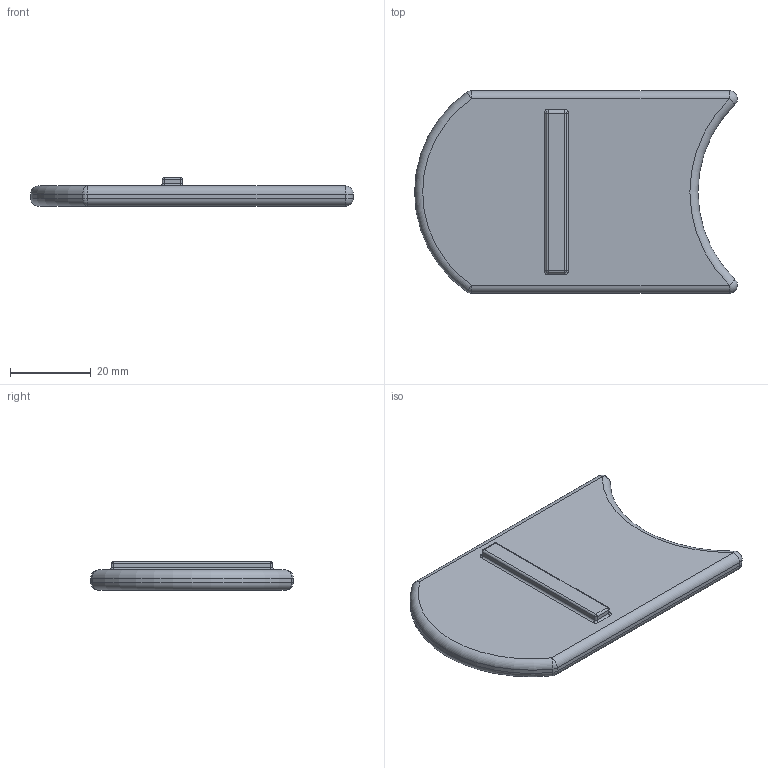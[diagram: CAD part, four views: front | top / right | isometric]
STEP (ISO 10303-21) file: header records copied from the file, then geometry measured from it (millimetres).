
FILE_DESCRIPTION(/* description */ (''),/* implementation_level */ '2;1');
FILE_NAME(/* name */ 'stopblock.stp',/* time_stamp */ '2021-03-21T19:23:09-07:00',/* author */ (''),/* organization */ (''),/* preprocessor_version */ 'ST-DEVELOPER v16.7',/* originating_system */ 'SIEMENS PLM Software NX 1926',/* authorisation */ '');
FILE_SCHEMA (('AUTOMOTIVE_DESIGN { 1 0 10303 214 3 1 1 1 }'));
Length unit declared in the file: millimetre
Products named in the file (1): stopblock
Bounding box: 79.75 x 50 x 7 mm (x, y, z)
Volume: 16172 mm3; surface area: 8161.6 mm2
Topology: 1 solids, 1 shells, 58 faces, 123 edges, 59 vertices
Faces by surface type: cylinder 24, plane 12, sphere 12, torus 10
Full cylindrical faces by diameter (mm): 7 x2
Entity records: 1456 total; most frequent: DIRECTION 294, CARTESIAN_POINT 227, ORIENTED_EDGE 218, AXIS2_PLACEMENT_3D 126, EDGE_CURVE 109, CIRCLE 67, EDGE_LOOP 64, VERTEX_POINT 59
